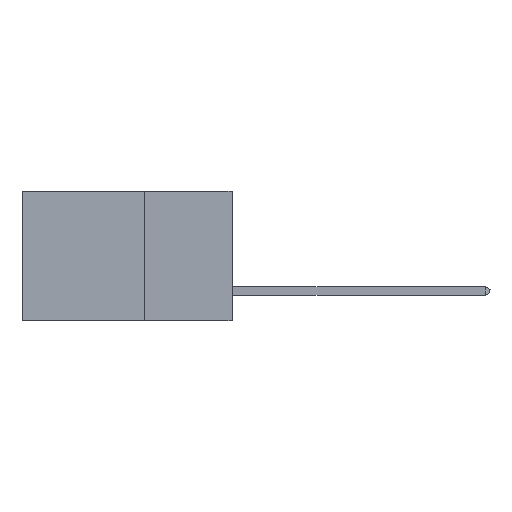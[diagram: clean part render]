
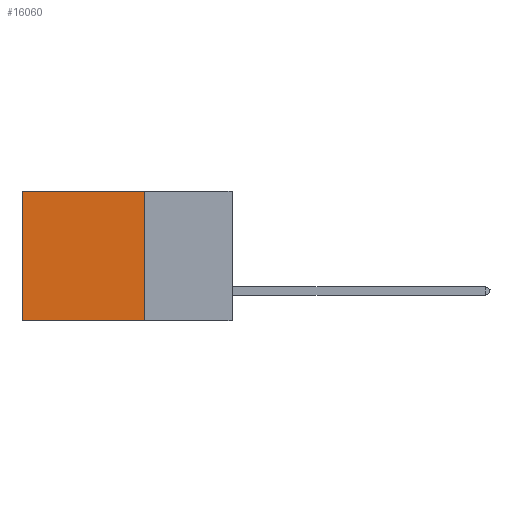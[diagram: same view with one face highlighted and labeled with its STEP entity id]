
A CAD part, left-side view. The second image highlights one B-rep face of the part: STEP entity #16060.
In plain terms, the highlighted planar face has unit normal (-1, 0, 0).
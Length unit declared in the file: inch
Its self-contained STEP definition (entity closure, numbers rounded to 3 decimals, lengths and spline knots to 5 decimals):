
#1011 = VERTEX_POINT ( 'NONE', #36100 ) ;
#3150 = CARTESIAN_POINT ( 'NONE',  ( 0.2875, 0.25, 0. ) ) ;
#4119 = DIRECTION ( 'NONE',  ( 0., 0., -1. ) ) ;
#4937 = CARTESIAN_POINT ( 'NONE',  ( 0.2875, 0.25, 0. ) ) ;
#5871 = EDGE_CURVE ( 'NONE', #46596, #7847, #11614, .T. ) ;
#7847 = VERTEX_POINT ( 'NONE', #29421 ) ;
#8426 = CARTESIAN_POINT ( 'NONE',  ( 0.2875, 0.25, -0.37 ) ) ;
#10950 = DIRECTION ( 'NONE',  ( 1., 0., 0. ) ) ;
#11614 = LINE ( 'NONE', #8426, #12828 ) ;
#11624 = ORIENTED_EDGE ( 'NONE', *, *, #17324, .T. ) ;
#12262 = DIRECTION ( 'NONE',  ( 0., 1., 0. ) ) ;
#12373 = DIRECTION ( 'NONE',  ( 0., 0., -1. ) ) ;
#12828 = VECTOR ( 'NONE', #13168, 39.37008 ) ;
#13079 = LINE ( 'NONE', #43011, #45143 ) ;
#13168 = DIRECTION ( 'NONE',  ( 0., 1., 0. ) ) ;
#13203 = EDGE_LOOP ( 'NONE', ( #11624, #22457, #24293, #31446 ) ) ;
#14732 = LINE ( 'NONE', #47511, #49246 ) ;
#16060 = ADVANCED_FACE ( 'NONE', ( #34473 ), #41364, .F. ) ;
#16607 = VECTOR ( 'NONE', #12262, 39.37008 ) ;
#17324 = EDGE_CURVE ( 'NONE', #1011, #7847, #13079, .T. ) ;
#22457 = ORIENTED_EDGE ( 'NONE', *, *, #5871, .F. ) ;
#24293 = ORIENTED_EDGE ( 'NONE', *, *, #48397, .F. ) ;
#29421 = CARTESIAN_POINT ( 'NONE',  ( 0.2875, 0.6, -0.37 ) ) ;
#30337 = VERTEX_POINT ( 'NONE', #36329 ) ;
#31446 = ORIENTED_EDGE ( 'NONE', *, *, #36380, .T. ) ;
#34473 = FACE_OUTER_BOUND ( 'NONE', #13203, .T. ) ;
#36100 = CARTESIAN_POINT ( 'NONE',  ( 0.2875, 0.6, 0. ) ) ;
#36329 = CARTESIAN_POINT ( 'NONE',  ( 0.2875, 0.25, 0. ) ) ;
#36380 = EDGE_CURVE ( 'NONE', #30337, #1011, #41408, .T. ) ;
#38129 = DIRECTION ( 'NONE',  ( 0., 0., -1. ) ) ;
#41364 = PLANE ( 'NONE',  #44392 ) ;
#41408 = LINE ( 'NONE', #4937, #16607 ) ;
#43011 = CARTESIAN_POINT ( 'NONE',  ( 0.2875, 0.6, 0. ) ) ;
#44392 = AXIS2_PLACEMENT_3D ( 'NONE', #3150, #10950, #38129 ) ;
#45143 = VECTOR ( 'NONE', #4119, 39.37008 ) ;
#46596 = VERTEX_POINT ( 'NONE', #47496 ) ;
#47496 = CARTESIAN_POINT ( 'NONE',  ( 0.2875, 0.25, -0.37 ) ) ;
#47511 = CARTESIAN_POINT ( 'NONE',  ( 0.2875, 0.25, 0. ) ) ;
#48397 = EDGE_CURVE ( 'NONE', #30337, #46596, #14732, .T. ) ;
#49246 = VECTOR ( 'NONE', #12373, 39.37008 ) ;
